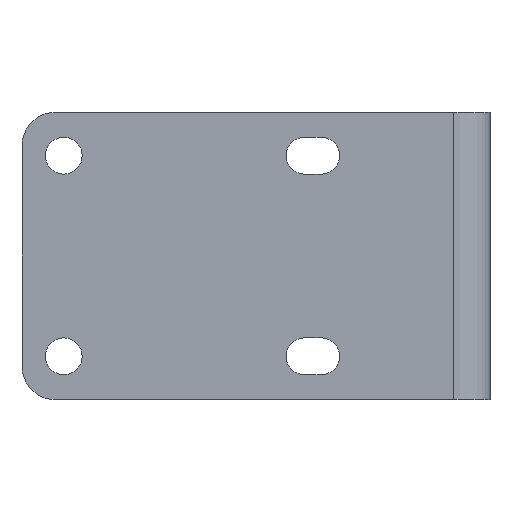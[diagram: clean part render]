
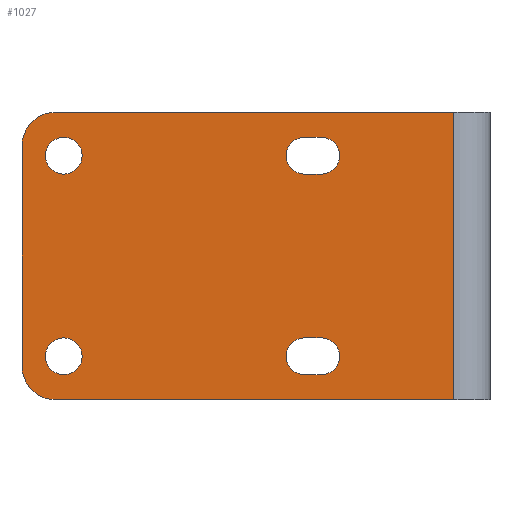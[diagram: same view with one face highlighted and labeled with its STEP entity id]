
A CAD part, front view. The second image highlights one B-rep face of the part: STEP entity #1027.
In plain terms, the highlighted planar face has unit normal (0, -1, 0).
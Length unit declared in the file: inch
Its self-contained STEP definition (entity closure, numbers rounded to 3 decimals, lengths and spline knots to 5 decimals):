
#94=DIRECTION('',(0.,0.,-1.));
#95=VECTOR('',#94,1.69291);
#96=CARTESIAN_POINT('',(1.5587,-0.10902,0.84646));
#97=LINE('',#96,#95);
#285=CARTESIAN_POINT('',(-0.7874,-0.10902,
-0.64961));
#286=DIRECTION('',(0.,-1.,0.));
#287=DIRECTION('',(-1.,0.,0.));
#288=AXIS2_PLACEMENT_3D('',#285,#286,#287);
#290=DIRECTION('',(0.,0.,1.));
#291=VECTOR('',#290,1.29921);
#292=CARTESIAN_POINT('',(-0.98425,-0.10902,
-0.64961));
#293=LINE('',#292,#291);
#294=CARTESIAN_POINT('',(-0.7874,-0.10902,
0.64961));
#295=DIRECTION('',(0.,-1.,0.));
#296=DIRECTION('',(0.,0.,1.));
#297=AXIS2_PLACEMENT_3D('',#294,#295,#296);
#299=DIRECTION('',(1.,0.,0.));
#300=VECTOR('',#299,2.3461);
#301=CARTESIAN_POINT('',(-0.7874,-0.10902,
0.84646));
#302=LINE('',#301,#300);
#303=DIRECTION('',(-1.,0.,0.));
#304=VECTOR('',#303,2.3461);
#305=CARTESIAN_POINT('',(1.5587,-0.10902,
-0.84646));
#306=LINE('',#305,#304);
#307=CARTESIAN_POINT('',(-0.73819,-0.10902,
-0.59055));
#308=DIRECTION('',(0.,-1.,0.));
#309=DIRECTION('',(1.,0.,0.));
#310=AXIS2_PLACEMENT_3D('',#307,#308,#309);
#312=CARTESIAN_POINT('',(-0.73819,-0.10902,
-0.59055));
#313=DIRECTION('',(0.,-1.,0.));
#314=DIRECTION('',(-1.,0.,0.));
#315=AXIS2_PLACEMENT_3D('',#312,#313,#314);
#317=CARTESIAN_POINT('',(-0.73819,-0.10902,
0.59055));
#318=DIRECTION('',(0.,-1.,0.));
#319=DIRECTION('',(1.,0.,0.));
#320=AXIS2_PLACEMENT_3D('',#317,#318,#319);
#322=CARTESIAN_POINT('',(-0.73819,-0.10902,
0.59055));
#323=DIRECTION('',(0.,-1.,0.));
#324=DIRECTION('',(-1.,0.,0.));
#325=AXIS2_PLACEMENT_3D('',#322,#323,#324);
#327=DIRECTION('',(1.,0.,0.));
#328=VECTOR('',#327,0.09843);
#329=CARTESIAN_POINT('',(0.67913,-0.10902,
-0.48228));
#330=LINE('',#329,#328);
#331=DIRECTION('',(-1.,0.,0.));
#332=VECTOR('',#331,0.09843);
#333=CARTESIAN_POINT('',(0.77756,-0.10902,
-0.69882));
#334=LINE('',#333,#332);
#335=CARTESIAN_POINT('',(0.77756,-0.10902,
-0.59055));
#336=DIRECTION('',(0.,1.,0.));
#337=DIRECTION('',(0.,0.,1.));
#338=AXIS2_PLACEMENT_3D('',#335,#336,#337);
#340=DIRECTION('',(1.,0.,0.));
#341=VECTOR('',#340,0.09843);
#342=CARTESIAN_POINT('',(0.67913,-0.10902,
0.69882));
#343=LINE('',#342,#341);
#344=DIRECTION('',(-1.,0.,0.));
#345=VECTOR('',#344,0.09843);
#346=CARTESIAN_POINT('',(0.77756,-0.10902,
0.48228));
#347=LINE('',#346,#345);
#348=CARTESIAN_POINT('',(0.77756,-0.10902,
0.59055));
#349=DIRECTION('',(0.,1.,0.));
#350=DIRECTION('',(0.,0.,1.));
#351=AXIS2_PLACEMENT_3D('',#348,#349,#350);
#378=CARTESIAN_POINT('',(0.67913,-0.10902,
-0.59055));
#379=DIRECTION('',(0.,1.,0.));
#380=DIRECTION('',(0.,0.,-1.));
#381=AXIS2_PLACEMENT_3D('',#378,#379,#380);
#404=CARTESIAN_POINT('',(0.67913,-0.10902,
0.59055));
#405=DIRECTION('',(0.,1.,0.));
#406=DIRECTION('',(0.,0.,-1.));
#407=AXIS2_PLACEMENT_3D('',#404,#405,#406);
#521=CARTESIAN_POINT('',(-0.62992,-0.10902,
-0.59055));
#522=CARTESIAN_POINT('',(-0.84646,-0.10902,
-0.59055));
#523=VERTEX_POINT('',#521);
#524=VERTEX_POINT('',#522);
#529=CARTESIAN_POINT('',(-0.62992,-0.10902,
0.59055));
#530=CARTESIAN_POINT('',(-0.84646,-0.10902,
0.59055));
#531=VERTEX_POINT('',#529);
#532=VERTEX_POINT('',#530);
#537=CARTESIAN_POINT('',(1.5587,-0.10902,
-0.84646));
#538=VERTEX_POINT('',#537);
#539=CARTESIAN_POINT('',(1.5587,-0.10902,
0.84646));
#540=VERTEX_POINT('',#539);
#601=CARTESIAN_POINT('',(-0.98425,-0.10902,
-0.64961));
#602=VERTEX_POINT('',#601);
#603=CARTESIAN_POINT('',(-0.7874,-0.10902,
-0.84646));
#604=VERTEX_POINT('',#603);
#609=CARTESIAN_POINT('',(-0.7874,-0.10902,
0.84646));
#610=VERTEX_POINT('',#609);
#611=CARTESIAN_POINT('',(-0.98425,-0.10902,
0.64961));
#612=VERTEX_POINT('',#611);
#629=CARTESIAN_POINT('',(0.67913,-0.10902,
-0.48228));
#630=CARTESIAN_POINT('',(0.77756,-0.10902,
-0.48228));
#631=VERTEX_POINT('',#629);
#632=VERTEX_POINT('',#630);
#633=CARTESIAN_POINT('',(0.77756,-0.10902,
-0.69882));
#634=VERTEX_POINT('',#633);
#635=CARTESIAN_POINT('',(0.67913,-0.10902,
-0.69882));
#636=VERTEX_POINT('',#635);
#637=CARTESIAN_POINT('',(0.67913,-0.10902,
0.69882));
#638=CARTESIAN_POINT('',(0.77756,-0.10902,
0.69882));
#639=VERTEX_POINT('',#637);
#640=VERTEX_POINT('',#638);
#641=CARTESIAN_POINT('',(0.77756,-0.10902,
0.48228));
#642=VERTEX_POINT('',#641);
#643=CARTESIAN_POINT('',(0.67913,-0.10902,
0.48228));
#644=VERTEX_POINT('',#643);
#982=CARTESIAN_POINT('',(0.,-0.10902,0.));
#983=DIRECTION('',(0.,1.,0.));
#984=DIRECTION('',(1.,0.,0.));
#985=AXIS2_PLACEMENT_3D('',#982,#983,#984);
#986=PLANE('',#985);
#987=ORIENTED_EDGE('',*,*,#725,.F.);
#988=ORIENTED_EDGE('',*,*,#741,.T.);
#989=ORIENTED_EDGE('',*,*,#754,.F.);
#990=ORIENTED_EDGE('',*,*,#769,.T.);
#991=ORIENTED_EDGE('',*,*,#798,.T.);
#992=ORIENTED_EDGE('',*,*,#975,.T.);
#993=EDGE_LOOP('',(#987,#988,#989,#990,#991,#992));
#994=FACE_OUTER_BOUND('',#993,.F.);
#996=ORIENTED_EDGE('',*,*,#995,.T.);
#998=ORIENTED_EDGE('',*,*,#997,.T.);
#999=EDGE_LOOP('',(#996,#998));
#1000=FACE_BOUND('',#999,.F.);
#1002=ORIENTED_EDGE('',*,*,#1001,.T.);
#1004=ORIENTED_EDGE('',*,*,#1003,.T.);
#1005=EDGE_LOOP('',(#1002,#1004));
#1006=FACE_BOUND('',#1005,.F.);
#1008=ORIENTED_EDGE('',*,*,#1007,.F.);
#1010=ORIENTED_EDGE('',*,*,#1009,.F.);
#1012=ORIENTED_EDGE('',*,*,#1011,.F.);
#1014=ORIENTED_EDGE('',*,*,#1013,.F.);
#1015=EDGE_LOOP('',(#1008,#1010,#1012,#1014));
#1016=FACE_BOUND('',#1015,.F.);
#1018=ORIENTED_EDGE('',*,*,#1017,.F.);
#1020=ORIENTED_EDGE('',*,*,#1019,.F.);
#1022=ORIENTED_EDGE('',*,*,#1021,.F.);
#1024=ORIENTED_EDGE('',*,*,#1023,.F.);
#1025=EDGE_LOOP('',(#1018,#1020,#1022,#1024));
#1026=FACE_BOUND('',#1025,.F.);
#1027=ADVANCED_FACE('',(#994,#1000,#1006,#1016,#1026),#986,.F.);
#289=CIRCLE('',#288,0.19685);
#298=CIRCLE('',#297,0.19685);
#311=CIRCLE('',#310,0.10827);
#316=CIRCLE('',#315,0.10827);
#321=CIRCLE('',#320,0.10827);
#326=CIRCLE('',#325,0.10827);
#339=CIRCLE('',#338,0.10827);
#352=CIRCLE('',#351,0.10827);
#382=CIRCLE('',#381,0.10827);
#408=CIRCLE('',#407,0.10827);
#725=EDGE_CURVE('',#602,#604,#289,.T.);
#741=EDGE_CURVE('',#602,#612,#293,.T.);
#754=EDGE_CURVE('',#610,#612,#298,.T.);
#769=EDGE_CURVE('',#610,#540,#302,.T.);
#798=EDGE_CURVE('',#540,#538,#97,.T.);
#975=EDGE_CURVE('',#538,#604,#306,.T.);
#995=EDGE_CURVE('',#523,#524,#311,.T.);
#997=EDGE_CURVE('',#524,#523,#316,.T.);
#1001=EDGE_CURVE('',#531,#532,#321,.T.);
#1003=EDGE_CURVE('',#532,#531,#326,.T.);
#1007=EDGE_CURVE('',#631,#632,#330,.T.);
#1009=EDGE_CURVE('',#636,#631,#382,.T.);
#1011=EDGE_CURVE('',#634,#636,#334,.T.);
#1013=EDGE_CURVE('',#632,#634,#339,.T.);
#1017=EDGE_CURVE('',#639,#640,#343,.T.);
#1019=EDGE_CURVE('',#644,#639,#408,.T.);
#1021=EDGE_CURVE('',#642,#644,#347,.T.);
#1023=EDGE_CURVE('',#640,#642,#352,.T.);
